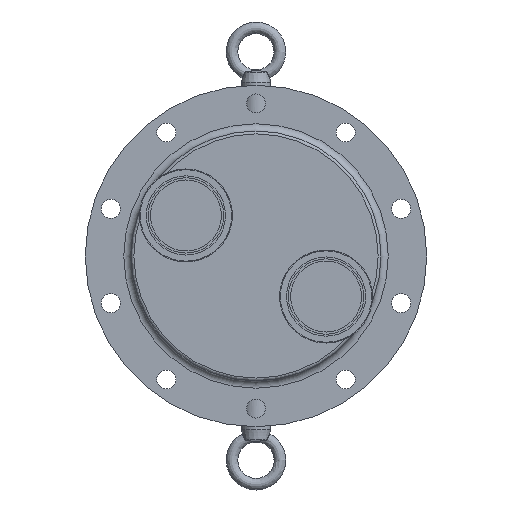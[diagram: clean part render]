
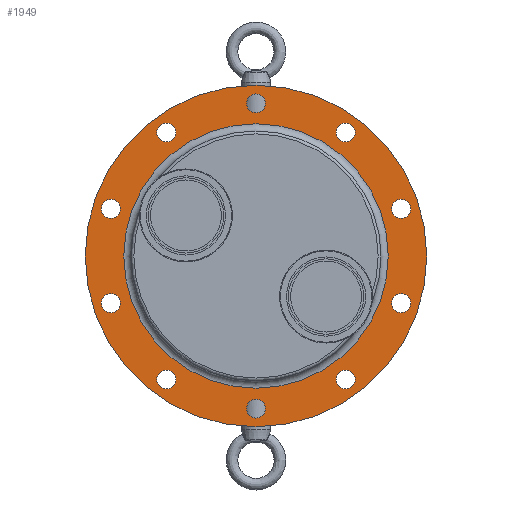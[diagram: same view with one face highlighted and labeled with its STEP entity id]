
A CAD part, left-side view. The second image highlights one B-rep face of the part: STEP entity #1949.
In plain terms, the highlighted planar face has unit normal (-1, 0, 0).
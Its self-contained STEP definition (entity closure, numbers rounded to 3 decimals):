
#59=FACE_BOUND('',#389,.T.);
#60=FACE_BOUND('',#390,.T.);
#61=FACE_BOUND('',#391,.T.);
#62=FACE_BOUND('',#392,.T.);
#63=FACE_BOUND('',#393,.T.);
#64=FACE_BOUND('',#394,.T.);
#65=FACE_BOUND('',#395,.T.);
#66=FACE_BOUND('',#396,.T.);
#67=FACE_BOUND('',#397,.T.);
#68=FACE_BOUND('',#398,.T.);
#69=FACE_BOUND('',#399,.T.);
#146=PLANE('',#2243);
#266=FACE_OUTER_BOUND('',#388,.T.);
#388=EDGE_LOOP('',(#1684));
#389=EDGE_LOOP('',(#1685));
#390=EDGE_LOOP('',(#1686));
#391=EDGE_LOOP('',(#1687));
#392=EDGE_LOOP('',(#1688));
#393=EDGE_LOOP('',(#1689));
#394=EDGE_LOOP('',(#1690));
#395=EDGE_LOOP('',(#1691));
#396=EDGE_LOOP('',(#1692));
#397=EDGE_LOOP('',(#1693));
#398=EDGE_LOOP('',(#1694));
#399=EDGE_LOOP('',(#1695));
#706=CIRCLE('',#2123,6.5);
#710=CIRCLE('',#2129,6.5);
#714=CIRCLE('',#2135,6.5);
#718=CIRCLE('',#2141,6.5);
#722=CIRCLE('',#2147,6.5);
#726=CIRCLE('',#2153,6.5);
#730=CIRCLE('',#2159,6.5);
#734=CIRCLE('',#2165,6.5);
#738=CIRCLE('',#2171,6.5);
#742=CIRCLE('',#2177,6.5);
#786=CIRCLE('',#2242,91.);
#787=CIRCLE('',#2244,117.5);
#892=VERTEX_POINT('',#3631);
#896=VERTEX_POINT('',#3643);
#900=VERTEX_POINT('',#3655);
#904=VERTEX_POINT('',#3667);
#908=VERTEX_POINT('',#3679);
#912=VERTEX_POINT('',#3691);
#916=VERTEX_POINT('',#3703);
#920=VERTEX_POINT('',#3715);
#924=VERTEX_POINT('',#3727);
#928=VERTEX_POINT('',#3739);
#969=VERTEX_POINT('',#3991);
#970=VERTEX_POINT('',#3995);
#1122=EDGE_CURVE('',#892,#892,#706,.T.);
#1128=EDGE_CURVE('',#896,#896,#710,.T.);
#1134=EDGE_CURVE('',#900,#900,#714,.T.);
#1140=EDGE_CURVE('',#904,#904,#718,.T.);
#1146=EDGE_CURVE('',#908,#908,#722,.T.);
#1152=EDGE_CURVE('',#912,#912,#726,.T.);
#1158=EDGE_CURVE('',#916,#916,#730,.T.);
#1164=EDGE_CURVE('',#920,#920,#734,.T.);
#1170=EDGE_CURVE('',#924,#924,#738,.T.);
#1176=EDGE_CURVE('',#928,#928,#742,.T.);
#1235=EDGE_CURVE('',#969,#969,#786,.T.);
#1236=EDGE_CURVE('',#970,#970,#787,.T.);
#1684=ORIENTED_EDGE('',*,*,#1236,.F.);
#1685=ORIENTED_EDGE('',*,*,#1122,.T.);
#1686=ORIENTED_EDGE('',*,*,#1128,.T.);
#1687=ORIENTED_EDGE('',*,*,#1134,.T.);
#1688=ORIENTED_EDGE('',*,*,#1140,.T.);
#1689=ORIENTED_EDGE('',*,*,#1146,.T.);
#1690=ORIENTED_EDGE('',*,*,#1152,.T.);
#1691=ORIENTED_EDGE('',*,*,#1158,.T.);
#1692=ORIENTED_EDGE('',*,*,#1164,.T.);
#1693=ORIENTED_EDGE('',*,*,#1170,.T.);
#1694=ORIENTED_EDGE('',*,*,#1176,.T.);
#1695=ORIENTED_EDGE('',*,*,#1235,.T.);
#1949=ADVANCED_FACE('',(#266,#59,#60,#61,#62,#63,#64,#65,#66,#67,#68,#69),
#146,.T.);
#2123=AXIS2_PLACEMENT_3D('',#3632,#2576,#2577);
#2129=AXIS2_PLACEMENT_3D('',#3644,#2590,#2591);
#2135=AXIS2_PLACEMENT_3D('',#3656,#2604,#2605);
#2141=AXIS2_PLACEMENT_3D('',#3668,#2618,#2619);
#2147=AXIS2_PLACEMENT_3D('',#3680,#2632,#2633);
#2153=AXIS2_PLACEMENT_3D('',#3692,#2646,#2647);
#2159=AXIS2_PLACEMENT_3D('',#3704,#2660,#2661);
#2165=AXIS2_PLACEMENT_3D('',#3716,#2674,#2675);
#2171=AXIS2_PLACEMENT_3D('',#3728,#2688,#2689);
#2177=AXIS2_PLACEMENT_3D('',#3740,#2702,#2703);
#2242=AXIS2_PLACEMENT_3D('',#3993,#2843,#2844);
#2243=AXIS2_PLACEMENT_3D('',#3994,#2845,#2846);
#2244=AXIS2_PLACEMENT_3D('',#3996,#2847,#2848);
#2576=DIRECTION('center_axis',(1.,0.,0.));
#2577=DIRECTION('ref_axis',(0.,0.,1.));
#2590=DIRECTION('center_axis',(1.,0.,0.));
#2591=DIRECTION('ref_axis',(0.,0.,1.));
#2604=DIRECTION('center_axis',(1.,0.,0.));
#2605=DIRECTION('ref_axis',(0.,0.,1.));
#2618=DIRECTION('center_axis',(1.,0.,0.));
#2619=DIRECTION('ref_axis',(0.,0.,1.));
#2632=DIRECTION('center_axis',(1.,0.,0.));
#2633=DIRECTION('ref_axis',(0.,0.,1.));
#2646=DIRECTION('center_axis',(1.,0.,0.));
#2647=DIRECTION('ref_axis',(0.,0.,1.));
#2660=DIRECTION('center_axis',(1.,0.,0.));
#2661=DIRECTION('ref_axis',(0.,0.,1.));
#2674=DIRECTION('center_axis',(1.,0.,0.));
#2675=DIRECTION('ref_axis',(0.,0.,1.));
#2688=DIRECTION('center_axis',(1.,0.,0.));
#2689=DIRECTION('ref_axis',(0.,0.,1.));
#2702=DIRECTION('center_axis',(1.,0.,0.));
#2703=DIRECTION('ref_axis',(0.,0.,1.));
#2843=DIRECTION('center_axis',(1.,0.,0.));
#2844=DIRECTION('ref_axis',(0.,0.,-1.));
#2845=DIRECTION('center_axis',(-1.,0.,0.));
#2846=DIRECTION('ref_axis',(0.,0.,1.));
#2847=DIRECTION('center_axis',(1.,0.,0.));
#2848=DIRECTION('ref_axis',(0.,0.,-1.));
#3631=CARTESIAN_POINT('',(280.,0.,-111.5));
#3632=CARTESIAN_POINT('Origin',(280.,0.,-105.));
#3643=CARTESIAN_POINT('',(280.,99.861,-38.947));
#3644=CARTESIAN_POINT('Origin',(280.,99.861,-32.447));
#3655=CARTESIAN_POINT('',(280.,-99.861,-38.947));
#3656=CARTESIAN_POINT('Origin',(280.,-99.861,-32.447));
#3667=CARTESIAN_POINT('',(280.,61.717,78.447));
#3668=CARTESIAN_POINT('Origin',(280.,61.717,84.947));
#3679=CARTESIAN_POINT('',(280.,0.,98.5));
#3680=CARTESIAN_POINT('Origin',(280.,0.,105.));
#3691=CARTESIAN_POINT('',(280.,-61.717,-91.447));
#3692=CARTESIAN_POINT('Origin',(280.,-61.717,-84.947));
#3703=CARTESIAN_POINT('',(280.,61.717,-91.447));
#3704=CARTESIAN_POINT('Origin',(280.,61.717,-84.947));
#3715=CARTESIAN_POINT('',(280.,-99.861,25.947));
#3716=CARTESIAN_POINT('Origin',(280.,-99.861,32.447));
#3727=CARTESIAN_POINT('',(280.,99.861,25.947));
#3728=CARTESIAN_POINT('Origin',(280.,99.861,32.447));
#3739=CARTESIAN_POINT('',(280.,-61.717,78.447));
#3740=CARTESIAN_POINT('Origin',(280.,-61.717,84.947));
#3991=CARTESIAN_POINT('',(280.,0.,91.));
#3993=CARTESIAN_POINT('Origin',(280.,0.,0.));
#3994=CARTESIAN_POINT('Origin',(280.,117.5,0.));
#3995=CARTESIAN_POINT('',(280.,-117.5,0.));
#3996=CARTESIAN_POINT('Origin',(280.,0.,0.));
